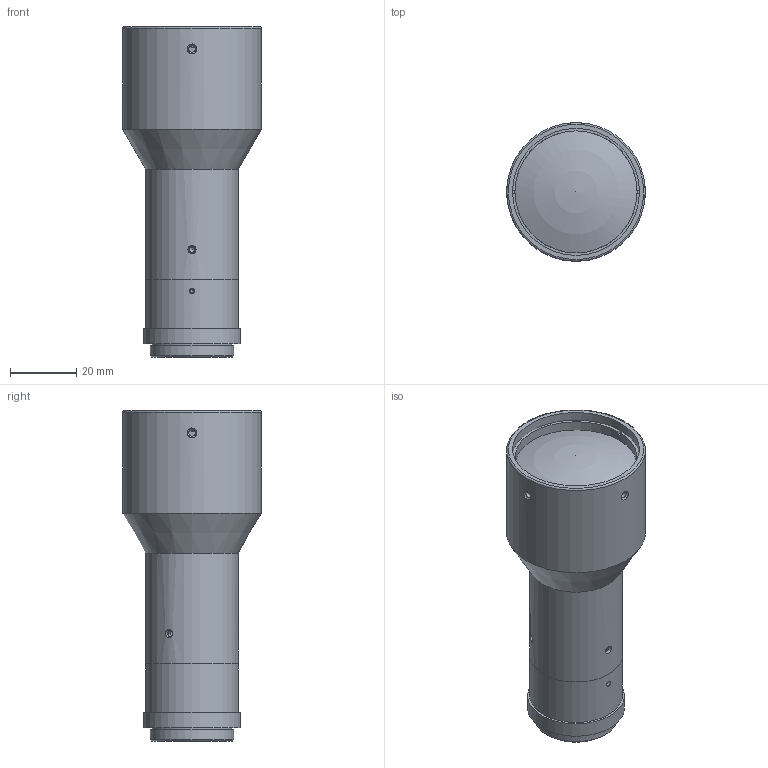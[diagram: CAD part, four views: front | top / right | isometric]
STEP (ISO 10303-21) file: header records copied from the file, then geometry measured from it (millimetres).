
FILE_DESCRIPTION(/* description */ (''),/* implementation_level */ '2;1');
FILE_NAME(/* name */ 'TO30_6.0-100-F10-B-RF.stp',/* time_stamp */ '2020-12-02T12:07:21+01:00',/* author */ (''),/* organization */ ('Vision & Control'),/* preprocessor_version */ 'ST-DEVELOPER v16.5',/* originating_system */ 'Autodesk Inventor 2017',/* authorisation */ '');
FILE_SCHEMA (('AUTOMOTIVE_DESIGN { 1 0 10303 214 3 1 1 }'));
Length unit declared in the file: millimetre
Products named in the file (1): TO30_6.0-100-F10-B-RF
Bounding box: 42 x 42 x 100.08 mm (x, y, z)
Volume: 91247.8 mm3; surface area: 29587.6 mm2
Topology: 13 solids, 13 shells, 199 faces, 488 edges, 324 vertices
Faces by surface type: plane 105, cylinder 58, cone 32, sphere 3, torus 1
Full cylindrical faces by diameter (mm): 1.567 x2, 2 x7, 2.459 x3, 2.5 x1, 3 x3, 3.5 x1, 8 x1, 9 x1, 9.65 x1, 10 x3, 10.459 x2, 11 x1, 11.059 x1, 12.379 x1, 16 x1, 18.069 x1, 18.4 x1, 18.561 x1, 19 x1, 20 x3, 21.176 x1, 22.394 x1, 22.949 x1, 24.3 x1, 25.3 x1, 28 x2, 29.4 x1, 30.151 x1, 37 x1, 38 x2
Entity records: 6058 total; most frequent: CARTESIAN_POINT 1723, DIRECTION 814, ORIENTED_EDGE 726, EDGE_CURVE 363, AXIS2_PLACEMENT_3D 339, EDGE_LOOP 322, VERTEX_POINT 283, STYLED_ITEM 212
